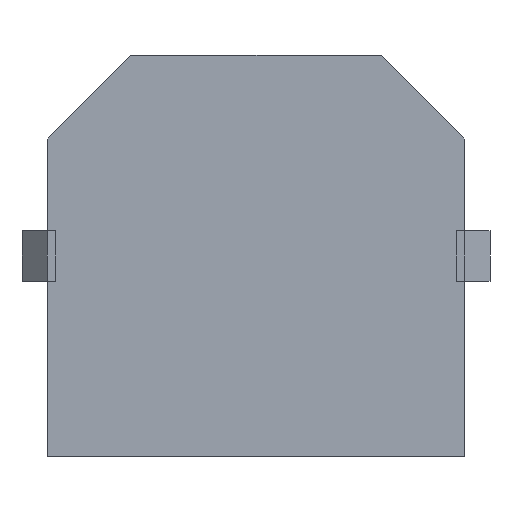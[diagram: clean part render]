
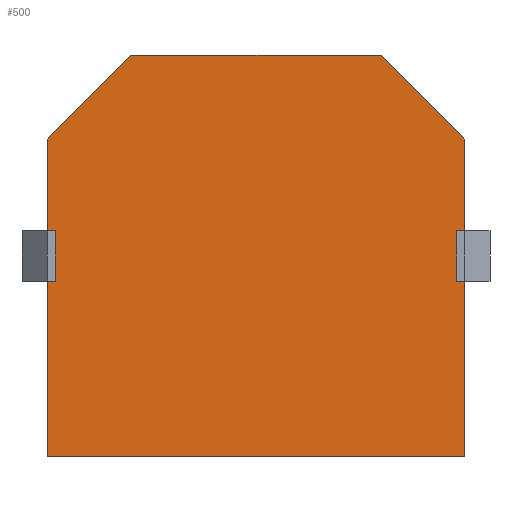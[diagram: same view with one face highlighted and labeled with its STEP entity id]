
A CAD part, front view. The second image highlights one B-rep face of the part: STEP entity #500.
In plain terms, the highlighted planar face has unit normal (0, -1, 0).
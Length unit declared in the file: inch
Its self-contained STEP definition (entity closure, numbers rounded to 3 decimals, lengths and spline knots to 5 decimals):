
#1 = ORIENTED_EDGE ( 'NONE', *, *, #323, .F. ) ;
#2 = ORIENTED_EDGE ( 'NONE', *, *, #307, .T. ) ;
#17 = ORIENTED_EDGE ( 'NONE', *, *, #319, .F. ) ;
#18 = ORIENTED_EDGE ( 'NONE', *, *, #324, .F. ) ;
#19 = ORIENTED_EDGE ( 'NONE', *, *, #311, .F. ) ;
#32 = LINE ( 'NONE', #697, #111 ) ;
#36 = LINE ( 'NONE', #701, #245 ) ;
#42 = LINE ( 'NONE', #535, #46 ) ;
#43 = LINE ( 'NONE', #546, #44 ) ;
#44 = VECTOR ( 'NONE', #534, 39.37008 ) ;
#46 = VECTOR ( 'NONE', #536, 39.37008 ) ;
#57 = LINE ( 'NONE', #446, #60 ) ;
#60 = VECTOR ( 'NONE', #447, 39.37008 ) ;
#65 = LINE ( 'NONE', #524, #68 ) ;
#67 = LINE ( 'NONE', #511, #70 ) ;
#68 = VECTOR ( 'NONE', #525, 39.37008 ) ;
#69 = LINE ( 'NONE', #513, #72 ) ;
#70 = VECTOR ( 'NONE', #512, 39.37008 ) ;
#72 = VECTOR ( 'NONE', #514, 39.37008 ) ;
#87 = CARTESIAN_POINT ( 'NONE',  ( 0.25, 0., 0.03 ) ) ;
#88 = CARTESIAN_POINT ( 'NONE',  ( 0.15, 0., 0.24 ) ) ;
#89 = CARTESIAN_POINT ( 'NONE',  ( 0.25, 0., -0.03 ) ) ;
#90 = CARTESIAN_POINT ( 'NONE',  ( -0.25, 0., 0.03 ) ) ;
#91 = CARTESIAN_POINT ( 'NONE',  ( -0.25, 0., -0.24 ) ) ;
#98 = CARTESIAN_POINT ( 'NONE',  ( -0.25, 0., -0.03 ) ) ;
#99 = CARTESIAN_POINT ( 'NONE',  ( -0.15, 0., 0.24 ) ) ;
#100 = CARTESIAN_POINT ( 'NONE',  ( -0.25, 0., 0.14 ) ) ;
#101 = CARTESIAN_POINT ( 'NONE',  ( 0.25, 0., -0.24 ) ) ;
#102 = CARTESIAN_POINT ( 'NONE',  ( -0.24, 0., -0.03 ) ) ;
#105 = CARTESIAN_POINT ( 'NONE',  ( -0.24, 0., 0.03 ) ) ;
#106 = CARTESIAN_POINT ( 'NONE',  ( 0.24, 0., -0.03 ) ) ;
#111 = VECTOR ( 'NONE', #679, 39.37008 ) ;
#113 = LINE ( 'NONE', #702, #114 ) ;
#114 = VECTOR ( 'NONE', #681, 39.37008 ) ;
#132 = LINE ( 'NONE', #627, #141 ) ;
#138 = LINE ( 'NONE', #557, #145 ) ;
#141 = VECTOR ( 'NONE', #548, 39.37008 ) ;
#145 = VECTOR ( 'NONE', #539, 39.37008 ) ;
#157 = LINE ( 'NONE', #481, #160 ) ;
#160 = VECTOR ( 'NONE', #482, 39.37008 ) ;
#172 = LINE ( 'NONE', #442, #175 ) ;
#174 = LINE ( 'NONE', #428, #177 ) ;
#175 = VECTOR ( 'NONE', #427, 39.37008 ) ;
#177 = VECTOR ( 'NONE', #430, 39.37008 ) ;
#224 = CARTESIAN_POINT ( 'NONE',  ( 0., 0., 0. ) ) ;
#231 = PLANE ( 'NONE',  #277 ) ;
#233 = DIRECTION ( 'NONE',  ( 0., -1., 0. ) ) ;
#234 = DIRECTION ( 'NONE',  ( 0., 0., -1. ) ) ;
#245 = VECTOR ( 'NONE', #678, 39.37008 ) ;
#277 = AXIS2_PLACEMENT_3D ( 'NONE', #224, #233, #234 ) ;
#290 = EDGE_CURVE ( 'NONE', #424, #413, #36, .T. ) ;
#291 = EDGE_CURVE ( 'NONE', #684, #420, #32, .T. ) ;
#292 = EDGE_CURVE ( 'NONE', #408, #420, #113, .T. ) ;
#305 = EDGE_CURVE ( 'NONE', #414, #413, #132, .T. ) ;
#307 = EDGE_CURVE ( 'NONE', #425, #414, #138, .T. ) ;
#311 = EDGE_CURVE ( 'NONE', #684, #419, #43, .T. ) ;
#312 = EDGE_CURVE ( 'NONE', #423, #418, #42, .T. ) ;
#319 = EDGE_CURVE ( 'NONE', #422, #412, #57, .T. ) ;
#323 = EDGE_CURVE ( 'NONE', #425, #423, #65, .T. ) ;
#324 = EDGE_CURVE ( 'NONE', #419, #422, #67, .T. ) ;
#325 = EDGE_CURVE ( 'NONE', #408, #421, #69, .T. ) ;
#333 = EDGE_CURVE ( 'NONE', #407, #418, #157, .T. ) ;
#340 = EDGE_CURVE ( 'NONE', #407, #421, #172, .T. ) ;
#341 = EDGE_CURVE ( 'NONE', #412, #424, #174, .T. ) ;
#388 = ORIENTED_EDGE ( 'NONE', *, *, #291, .T. ) ;
#389 = ORIENTED_EDGE ( 'NONE', *, *, #292, .F. ) ;
#390 = ORIENTED_EDGE ( 'NONE', *, *, #325, .T. ) ;
#392 = ORIENTED_EDGE ( 'NONE', *, *, #305, .T. ) ;
#393 = ORIENTED_EDGE ( 'NONE', *, *, #290, .F. ) ;
#407 = VERTEX_POINT ( 'NONE', #99 ) ;
#408 = VERTEX_POINT ( 'NONE', #436 ) ;
#409 = ORIENTED_EDGE ( 'NONE', *, *, #312, .F. ) ;
#412 = VERTEX_POINT ( 'NONE', #101 ) ;
#413 = VERTEX_POINT ( 'NONE', #98 ) ;
#414 = VERTEX_POINT ( 'NONE', #102 ) ;
#417 = ORIENTED_EDGE ( 'NONE', *, *, #341, .F. ) ;
#418 = VERTEX_POINT ( 'NONE', #100 ) ;
#419 = VERTEX_POINT ( 'NONE', #106 ) ;
#420 = VERTEX_POINT ( 'NONE', #87 ) ;
#421 = VERTEX_POINT ( 'NONE', #88 ) ;
#422 = VERTEX_POINT ( 'NONE', #89 ) ;
#423 = VERTEX_POINT ( 'NONE', #90 ) ;
#424 = VERTEX_POINT ( 'NONE', #91 ) ;
#425 = VERTEX_POINT ( 'NONE', #105 ) ;
#427 = DIRECTION ( 'NONE',  ( 1., 0., 0. ) ) ;
#428 = CARTESIAN_POINT ( 'NONE',  ( -0.25, 0., -0.24 ) ) ;
#430 = DIRECTION ( 'NONE',  ( -1., 0., 0. ) ) ;
#436 = CARTESIAN_POINT ( 'NONE',  ( 0.25, 0., 0.14 ) ) ;
#442 = CARTESIAN_POINT ( 'NONE',  ( -0.25, 0., 0.24 ) ) ;
#446 = CARTESIAN_POINT ( 'NONE',  ( 0.25, 0., 0.24 ) ) ;
#447 = DIRECTION ( 'NONE',  ( 0., 0., -1. ) ) ;
#464 = ORIENTED_EDGE ( 'NONE', *, *, #333, .T. ) ;
#465 = ORIENTED_EDGE ( 'NONE', *, *, #340, .F. ) ;
#481 = CARTESIAN_POINT ( 'NONE',  ( -0.195, 0., 0.195 ) ) ;
#482 = DIRECTION ( 'NONE',  ( -0.707, 0., -0.707 ) ) ;
#500 = ADVANCED_FACE ( 'NONE', ( #581 ), #231, .T. ) ;
#511 = CARTESIAN_POINT ( 'NONE',  ( 0., 0., -0.03 ) ) ;
#512 = DIRECTION ( 'NONE',  ( 1., 0., 0. ) ) ;
#513 = CARTESIAN_POINT ( 'NONE',  ( 0.195, 0., 0.195 ) ) ;
#514 = DIRECTION ( 'NONE',  ( -0.707, 0., 0.707 ) ) ;
#524 = CARTESIAN_POINT ( 'NONE',  ( 0., 0., 0.03 ) ) ;
#525 = DIRECTION ( 'NONE',  ( -1., 0., 0. ) ) ;
#534 = DIRECTION ( 'NONE',  ( 0., 0., -1. ) ) ;
#535 = CARTESIAN_POINT ( 'NONE',  ( -0.25, 0., 0.24 ) ) ;
#536 = DIRECTION ( 'NONE',  ( 0., 0., 1. ) ) ;
#539 = DIRECTION ( 'NONE',  ( 0., 0., -1. ) ) ;
#546 = CARTESIAN_POINT ( 'NONE',  ( 0.24, 0., 0.03 ) ) ;
#548 = DIRECTION ( 'NONE',  ( -1., 0., 0. ) ) ;
#557 = CARTESIAN_POINT ( 'NONE',  ( -0.24, 0., 0.03 ) ) ;
#581 = FACE_OUTER_BOUND ( 'NONE', #691, .T. ) ;
#627 = CARTESIAN_POINT ( 'NONE',  ( 0., 0., -0.03 ) ) ;
#657 = CARTESIAN_POINT ( 'NONE',  ( 0.24, 0., 0.03 ) ) ;
#678 = DIRECTION ( 'NONE',  ( 0., 0., 1. ) ) ;
#679 = DIRECTION ( 'NONE',  ( 1., 0., 0. ) ) ;
#681 = DIRECTION ( 'NONE',  ( 0., 0., -1. ) ) ;
#684 = VERTEX_POINT ( 'NONE', #657 ) ;
#691 = EDGE_LOOP ( 'NONE', ( #388, #389, #390, #465, #464, #409, #1, #2, #392, #393, #417, #17, #18, #19 ) ) ;
#697 = CARTESIAN_POINT ( 'NONE',  ( 0., 0., 0.03 ) ) ;
#701 = CARTESIAN_POINT ( 'NONE',  ( -0.25, 0., 0.24 ) ) ;
#702 = CARTESIAN_POINT ( 'NONE',  ( 0.25, 0., 0.24 ) ) ;
